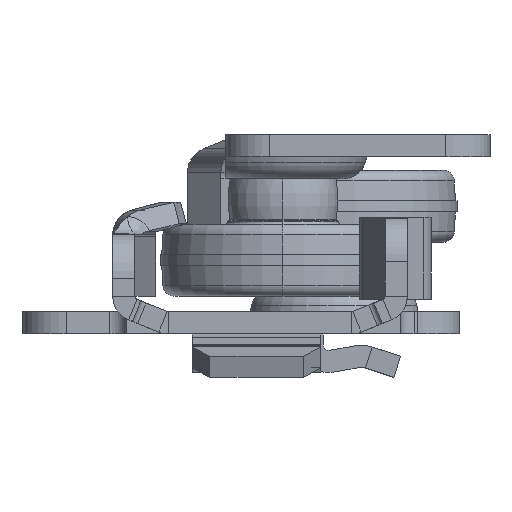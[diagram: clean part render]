
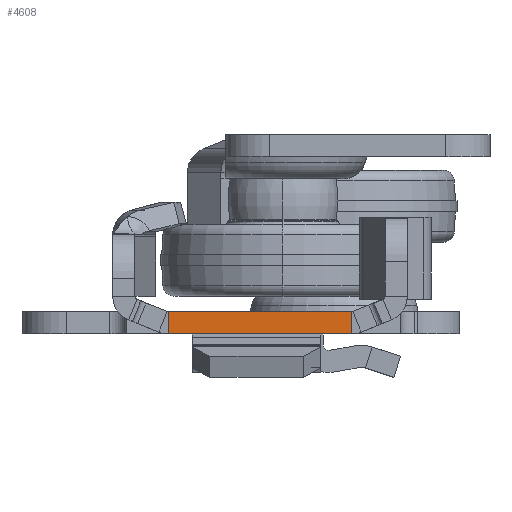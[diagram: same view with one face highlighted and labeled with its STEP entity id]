
A CAD part, left-side view. The second image highlights one B-rep face of the part: STEP entity #4608.
In plain terms, the highlighted planar face has unit normal (-1, 0, 0).
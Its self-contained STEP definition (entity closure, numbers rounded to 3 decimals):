
#378 = AXIS2_PLACEMENT_3D ( 'NONE', #10257, #3233, #12690 ) ;
#562 = EDGE_CURVE ( 'NONE', #14202, #11182, #13089, .T. ) ;
#948 = VERTEX_POINT ( 'NONE', #8105 ) ;
#1115 = CARTESIAN_POINT ( 'NONE',  ( -449.5, -11.5, 2. ) ) ;
#1386 = LINE ( 'NONE', #5356, #10907 ) ;
#2224 = EDGE_LOOP ( 'NONE', ( #12359, #7502, #6459, #4776 ) ) ;
#3233 = DIRECTION ( 'NONE',  ( -1., 0., 0. ) ) ;
#4298 = DIRECTION ( 'NONE',  ( 0., 0., -1. ) ) ;
#4608 = ADVANCED_FACE ( 'NONE', ( #8805 ), #6126, .T. ) ;
#4776 = ORIENTED_EDGE ( 'NONE', *, *, #15317, .F. ) ;
#4881 = CARTESIAN_POINT ( 'NONE',  ( -449.5, 7.022, 0. ) ) ;
#4908 = CARTESIAN_POINT ( 'NONE',  ( -449.5, 7.022, 2. ) ) ;
#5356 = CARTESIAN_POINT ( 'NONE',  ( -449.5, -21.25, 0. ) ) ;
#6017 = VECTOR ( 'NONE', #4298, 1000. ) ;
#6126 = PLANE ( 'NONE',  #378 ) ;
#6459 = ORIENTED_EDGE ( 'NONE', *, *, #562, .F. ) ;
#6620 = DIRECTION ( 'NONE',  ( 0., 1., 0. ) ) ;
#6825 = VERTEX_POINT ( 'NONE', #11548 ) ;
#6908 = LINE ( 'NONE', #14011, #6017 ) ;
#7502 = ORIENTED_EDGE ( 'NONE', *, *, #9528, .T. ) ;
#8105 = CARTESIAN_POINT ( 'NONE',  ( -449.5, -9.522, 0. ) ) ;
#8805 = FACE_OUTER_BOUND ( 'NONE', #2224, .T. ) ;
#9528 = EDGE_CURVE ( 'NONE', #6825, #11182, #13817, .T. ) ;
#10257 = CARTESIAN_POINT ( 'NONE',  ( -449.5, -11.5, 2. ) ) ;
#10398 = DIRECTION ( 'NONE',  ( 0., 0., 1. ) ) ;
#10907 = VECTOR ( 'NONE', #14995, 1000. ) ;
#11182 = VERTEX_POINT ( 'NONE', #11727 ) ;
#11548 = CARTESIAN_POINT ( 'NONE',  ( -449.5, -9.522, 2. ) ) ;
#11727 = CARTESIAN_POINT ( 'NONE',  ( -449.5, 7.022, 2. ) ) ;
#12287 = VECTOR ( 'NONE', #10398, 1000. ) ;
#12359 = ORIENTED_EDGE ( 'NONE', *, *, #14857, .F. ) ;
#12648 = VECTOR ( 'NONE', #6620, 1000. ) ;
#12690 = DIRECTION ( 'NONE',  ( 0., 1., 0. ) ) ;
#13089 = LINE ( 'NONE', #4908, #12287 ) ;
#13817 = LINE ( 'NONE', #1115, #12648 ) ;
#14011 = CARTESIAN_POINT ( 'NONE',  ( -449.5, -9.522, 2. ) ) ;
#14202 = VERTEX_POINT ( 'NONE', #4881 ) ;
#14857 = EDGE_CURVE ( 'NONE', #6825, #948, #6908, .T. ) ;
#14995 = DIRECTION ( 'NONE',  ( 0., 1., 0. ) ) ;
#15317 = EDGE_CURVE ( 'NONE', #948, #14202, #1386, .T. ) ;
